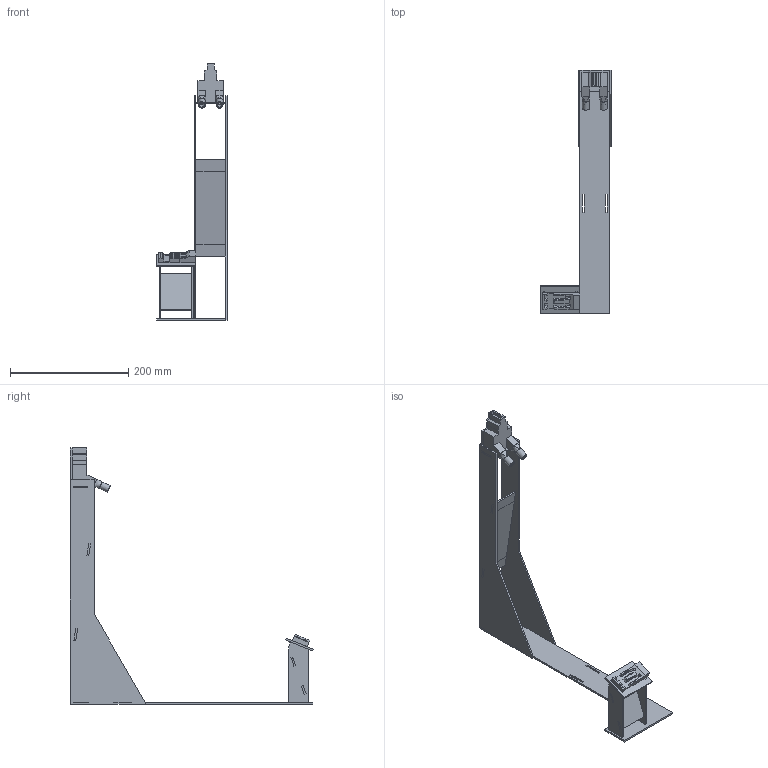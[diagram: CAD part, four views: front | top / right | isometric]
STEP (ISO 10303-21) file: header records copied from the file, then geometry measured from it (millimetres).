
FILE_DESCRIPTION(/* description */ (''),/* implementation_level */ '2;1');
FILE_NAME(/* name */ 'FuseTower.step',/* time_stamp */ '2023-04-25T15:04:52+02:00',/* author */ (''),/* organization */ (''),/* preprocessor_version */ 'ST-DEVELOPER v19.2',/* originating_system */ 'Autodesk Translation Framework v12.4.0.73',/* authorisation */ '');
FILE_SCHEMA (('AUTOMOTIVE_DESIGN { 1 0 10303 214 3 1 1 }'));
Length unit declared in the file: millimetre
Products named in the file (7): FuseTower; FuseDispenserNewVersion; Connection v3; FuseCollectionComponent2; Component2; Connection v3_1; Baseplate
Assembly tree (6 placements, depth 3):
  FuseTower
    FuseDispenserNewVersion
      Connection v3
    FuseCollectionComponent2
      Component2
      Connection v3_1
    Baseplate
Bounding box: 119 x 411.12 x 434.03 mm (x, y, z)
Volume: 332918.6 mm3; surface area: 229204.3 mm2
Topology: 12 solids, 12 shells, 454 faces, 1222 edges, 797 vertices
Faces by surface type: plane 383, cylinder 49, bspline 14, sphere 8
Full cylindrical faces by diameter (mm): 2.5 x3, 3 x3, 5.8 x4, 8 x3, 8.2 x1, 11.8 x2
Entity records: 15461 total; most frequent: CARTESIAN_POINT 3880, ORIENTED_EDGE 2444, DIRECTION 2166, EDGE_CURVE 1222, LINE 1056, VECTOR 1056, VERTEX_POINT 797, AXIS2_PLACEMENT_3D 555
